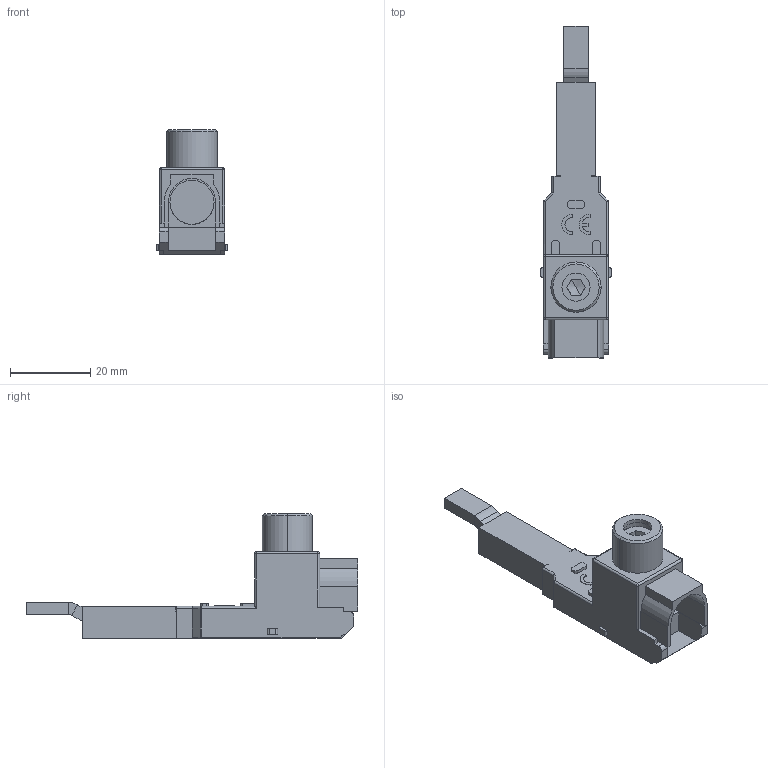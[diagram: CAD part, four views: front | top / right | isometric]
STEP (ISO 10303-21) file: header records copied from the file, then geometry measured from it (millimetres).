
FILE_DESCRIPTION((''),'2;1');
FILE_NAME('SB112325_3D-MODEL_ASM','2016-05-13T',('dlavaud'),(''),'PRO/ENGINEER BY PARAMETRIC TECHNOLOGY CORPORATION, 2006170','PRO/ENGINEER BY PARAMETRIC TECHNOLOGY CORPORATION, 2006170','');
FILE_SCHEMA(('CONFIG_CONTROL_DESIGN'));
Length unit declared in the file: millimetre
Products named in the file (2): _802-307; SB112325_3D-MODEL_ASM
Assembly tree (1 placements, depth 2):
  SB112325_3D-MODEL_ASM
    _802-307
Bounding box: 17.6 x 82.6 x 31.1 mm (x, y, z)
Volume: 10101.7 mm3; surface area: 7171.7 mm2
Topology: 1 solids, 3 shells, 231 faces, 638 edges, 423 vertices
Faces by surface type: plane 158, cylinder 50, cone 14, sphere 7, bspline 2
Entity records: 7582 total; most frequent: CARTESIAN_POINT 1581, ORIENTED_EDGE 1264, DIRECTION 1205, EDGE_CURVE 632, VECTOR 443, LINE 443, VERTEX_POINT 423, AXIS2_PLACEMENT_3D 381
